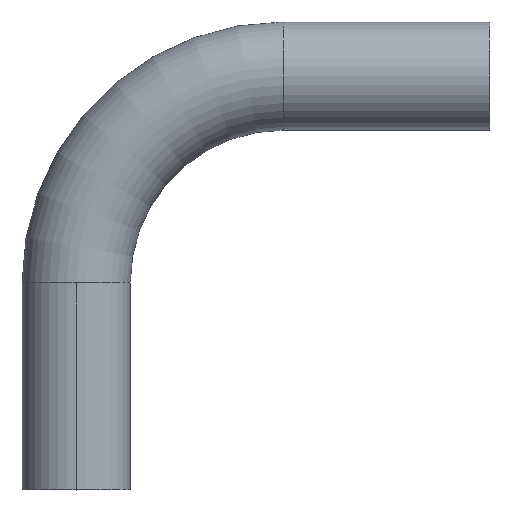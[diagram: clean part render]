
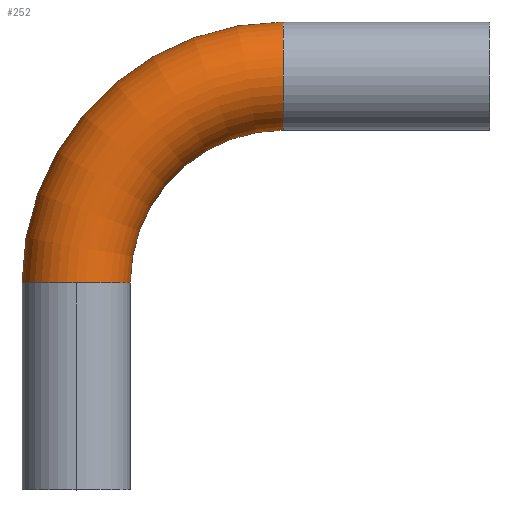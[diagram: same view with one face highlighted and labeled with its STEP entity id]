
A CAD part, top view. The second image highlights one B-rep face of the part: STEP entity #252.
In plain terms, the highlighted toroidal (fillet/blend) face has major radius 100 mm and minor radius 26.15 mm.
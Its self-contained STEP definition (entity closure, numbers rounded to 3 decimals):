
#5 = AXIS2_PLACEMENT_3D ( 'NONE', #363, #364, #129 ) ;
#15 = FACE_OUTER_BOUND ( 'NONE', #443, .T. ) ;
#31 = CARTESIAN_POINT ( 'NONE',  ( 100., 200., 0. ) ) ;
#33 = AXIS2_PLACEMENT_3D ( 'NONE', #68, #345, #274 ) ;
#60 = CARTESIAN_POINT ( 'NONE',  ( 26.15, 100., 0. ) ) ;
#68 = CARTESIAN_POINT ( 'NONE',  ( 100., 100., 0. ) ) ;
#71 = VERTEX_POINT ( 'NONE', #287 ) ;
#74 = ORIENTED_EDGE ( 'NONE', *, *, #346, .F. ) ;
#78 = DIRECTION ( 'NONE',  ( -1., 0., 0. ) ) ;
#99 = DIRECTION ( 'NONE',  ( -1., 0., 0. ) ) ;
#104 = DIRECTION ( 'NONE',  ( 0., -1., 0. ) ) ;
#116 = CIRCLE ( 'NONE', #33, 73.85 ) ;
#129 = DIRECTION ( 'NONE',  ( 0., 0., 1. ) ) ;
#132 = CARTESIAN_POINT ( 'NONE',  ( 0., 100., 26.15 ) ) ;
#146 = CARTESIAN_POINT ( 'NONE',  ( 0., 100., 0. ) ) ;
#180 = ORIENTED_EDGE ( 'NONE', *, *, #381, .T. ) ;
#189 = DIRECTION ( 'NONE',  ( 0., -1., 0. ) ) ;
#195 = EDGE_CURVE ( 'NONE', #327, #302, #207, .T. ) ;
#207 = CIRCLE ( 'NONE', #5, 26.15 ) ;
#222 = ORIENTED_EDGE ( 'NONE', *, *, #480, .F. ) ;
#223 = CARTESIAN_POINT ( 'NONE',  ( 100., 226.15, 0. ) ) ;
#231 = CARTESIAN_POINT ( 'NONE',  ( 100., 173.85, 0. ) ) ;
#245 = AXIS2_PLACEMENT_3D ( 'NONE', #146, #104, #446 ) ;
#252 = ADVANCED_FACE ( 'NONE', ( #15 ), #347, .T. ) ;
#274 = DIRECTION ( 'NONE',  ( -1., 0., 0. ) ) ;
#287 = CARTESIAN_POINT ( 'NONE',  ( -26.15, 100., 0. ) ) ;
#290 = DIRECTION ( 'NONE',  ( 0., 0., -1. ) ) ;
#302 = VERTEX_POINT ( 'NONE', #132 ) ;
#311 = ORIENTED_EDGE ( 'NONE', *, *, #195, .F. ) ;
#326 = CIRCLE ( 'NONE', #245, 26.15 ) ;
#327 = VERTEX_POINT ( 'NONE', #60 ) ;
#336 = CIRCLE ( 'NONE', #485, 26.15 ) ;
#344 = VERTEX_POINT ( 'NONE', #223 ) ;
#345 = DIRECTION ( 'NONE',  ( 0., 0., -1. ) ) ;
#346 = EDGE_CURVE ( 'NONE', #302, #71, #326, .T. ) ;
#347 = TOROIDAL_SURFACE ( 'NONE', #434, 100., 26.15 ) ;
#363 = CARTESIAN_POINT ( 'NONE',  ( 0., 100., 0. ) ) ;
#364 = DIRECTION ( 'NONE',  ( 0., -1., 0. ) ) ;
#381 = EDGE_CURVE ( 'NONE', #481, #344, #336, .T. ) ;
#396 = CIRCLE ( 'NONE', #457, 126.15 ) ;
#423 = ORIENTED_EDGE ( 'NONE', *, *, #461, .T. ) ;
#424 = DIRECTION ( 'NONE',  ( 0., 0., -1. ) ) ;
#434 = AXIS2_PLACEMENT_3D ( 'NONE', #442, #290, #99 ) ;
#442 = CARTESIAN_POINT ( 'NONE',  ( 100., 100., 0. ) ) ;
#443 = EDGE_LOOP ( 'NONE', ( #222, #74, #311, #423, #180 ) ) ;
#446 = DIRECTION ( 'NONE',  ( 0., 0., 1. ) ) ;
#457 = AXIS2_PLACEMENT_3D ( 'NONE', #492, #424, #78 ) ;
#461 = EDGE_CURVE ( 'NONE', #327, #481, #116, .T. ) ;
#480 = EDGE_CURVE ( 'NONE', #71, #344, #396, .T. ) ;
#481 = VERTEX_POINT ( 'NONE', #231 ) ;
#485 = AXIS2_PLACEMENT_3D ( 'NONE', #31, #490, #189 ) ;
#490 = DIRECTION ( 'NONE',  ( -1., 0., 0. ) ) ;
#492 = CARTESIAN_POINT ( 'NONE',  ( 100., 100., 0. ) ) ;
